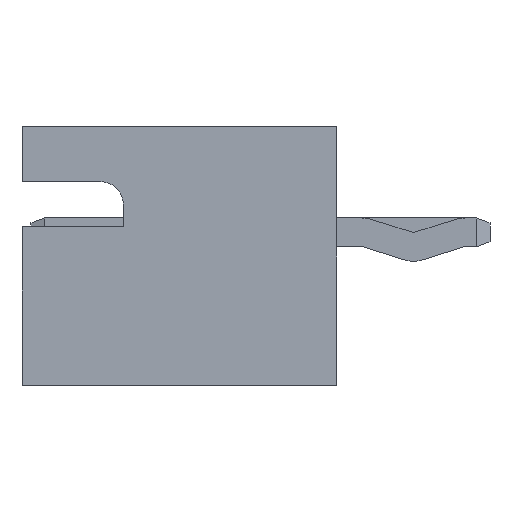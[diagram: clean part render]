
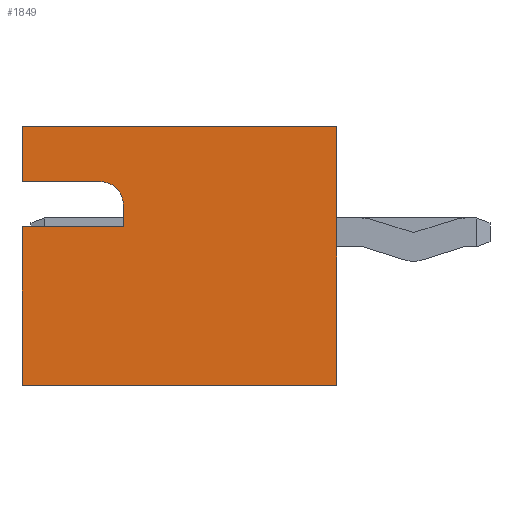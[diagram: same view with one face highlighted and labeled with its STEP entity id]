
A CAD part, left-side view. The second image highlights one B-rep face of the part: STEP entity #1849.
In plain terms, the highlighted planar face has unit normal (-1, 0, 0).
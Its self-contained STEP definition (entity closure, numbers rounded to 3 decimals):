
#140 = EDGE_CURVE ( 'NONE', #932, #5812, #8899, .T. ) ;
#152 = FACE_OUTER_BOUND ( 'NONE', #7519, .T. ) ;
#517 = VECTOR ( 'NONE', #9639, 1000. ) ;
#572 = LINE ( 'NONE', #9351, #6054 ) ;
#898 = LINE ( 'NONE', #8149, #7047 ) ;
#901 = CARTESIAN_POINT ( 'NONE',  ( -8.7, 4.75, 1.15 ) ) ;
#921 = VERTEX_POINT ( 'NONE', #9360 ) ;
#932 = VERTEX_POINT ( 'NONE', #7760 ) ;
#941 = ORIENTED_EDGE ( 'NONE', *, *, #9335, .T. ) ;
#1225 = ORIENTED_EDGE ( 'NONE', *, *, #140, .T. ) ;
#1671 = AXIS2_PLACEMENT_3D ( 'NONE', #5481, #9157, #2484 ) ;
#1836 = ORIENTED_EDGE ( 'NONE', *, *, #7829, .T. ) ;
#1849 = ADVANCED_FACE ( 'NONE', ( #152 ), #4123, .F. ) ;
#2067 = AXIS2_PLACEMENT_3D ( 'NONE', #7761, #4099, #6329 ) ;
#2274 = LINE ( 'NONE', #5307, #3088 ) ;
#2351 = DIRECTION ( 'NONE',  ( 0., 1., 0. ) ) ;
#2397 = ORIENTED_EDGE ( 'NONE', *, *, #7766, .F. ) ;
#2484 = DIRECTION ( 'NONE',  ( 0., 0., 1. ) ) ;
#2555 = EDGE_CURVE ( 'NONE', #2679, #9218, #572, .T. ) ;
#2679 = VERTEX_POINT ( 'NONE', #8820 ) ;
#2764 = CARTESIAN_POINT ( 'NONE',  ( -8.7, 5.25, 1.65 ) ) ;
#3081 = LINE ( 'NONE', #5013, #8495 ) ;
#3088 = VECTOR ( 'NONE', #2351, 1000. ) ;
#3139 = ORIENTED_EDGE ( 'NONE', *, *, #2555, .T. ) ;
#3327 = LINE ( 'NONE', #3771, #8625 ) ;
#3771 = CARTESIAN_POINT ( 'NONE',  ( -8.7, 7., 0. ) ) ;
#3895 = DIRECTION ( 'NONE',  ( 0., -1., 0. ) ) ;
#3902 = CARTESIAN_POINT ( 'NONE',  ( -8.7, 7., -2.875 ) ) ;
#4099 = DIRECTION ( 'NONE',  ( 1., 0., 0. ) ) ;
#4123 = PLANE ( 'NONE',  #2067 ) ;
#4305 = DIRECTION ( 'NONE',  ( 0., 0., 1. ) ) ;
#4420 = DIRECTION ( 'NONE',  ( 0., -1., 0. ) ) ;
#4454 = CARTESIAN_POINT ( 'NONE',  ( -8.7, 0., 0. ) ) ;
#4702 = EDGE_CURVE ( 'NONE', #7063, #9218, #6852, .T. ) ;
#5013 = CARTESIAN_POINT ( 'NONE',  ( -8.7, 4.75, 0. ) ) ;
#5307 = CARTESIAN_POINT ( 'NONE',  ( -8.7, 7., 0.65 ) ) ;
#5481 = CARTESIAN_POINT ( 'NONE',  ( -8.7, 5.25, 1.15 ) ) ;
#5524 = VERTEX_POINT ( 'NONE', #7976 ) ;
#5663 = CARTESIAN_POINT ( 'NONE',  ( -8.7, 7., 0. ) ) ;
#5727 = DIRECTION ( 'NONE',  ( 0., 0., -1. ) ) ;
#5812 = VERTEX_POINT ( 'NONE', #6041 ) ;
#6041 = CARTESIAN_POINT ( 'NONE',  ( -8.7, 0., 2.875 ) ) ;
#6054 = VECTOR ( 'NONE', #9390, 1000. ) ;
#6329 = DIRECTION ( 'NONE',  ( 0., 0., -1. ) ) ;
#6786 = ORIENTED_EDGE ( 'NONE', *, *, #8552, .F. ) ;
#6852 = CIRCLE ( 'NONE', #1671, 0.5 ) ;
#6903 = VECTOR ( 'NONE', #4305, 1000. ) ;
#7015 = ORIENTED_EDGE ( 'NONE', *, *, #7307, .T. ) ;
#7047 = VECTOR ( 'NONE', #4420, 1000. ) ;
#7053 = ORIENTED_EDGE ( 'NONE', *, *, #8968, .F. ) ;
#7063 = VERTEX_POINT ( 'NONE', #901 ) ;
#7307 = EDGE_CURVE ( 'NONE', #7063, #5524, #3081, .T. ) ;
#7519 = EDGE_LOOP ( 'NONE', ( #7015, #941, #6786, #1836, #1225, #2397, #7053, #3139, #9406 ) ) ;
#7760 = CARTESIAN_POINT ( 'NONE',  ( -8.7, 0., -2.875 ) ) ;
#7761 = CARTESIAN_POINT ( 'NONE',  ( -8.7, 7., 0. ) ) ;
#7766 = EDGE_CURVE ( 'NONE', #921, #5812, #898, .T. ) ;
#7829 = EDGE_CURVE ( 'NONE', #8986, #932, #8443, .T. ) ;
#7976 = CARTESIAN_POINT ( 'NONE',  ( -8.7, 4.75, 0.65 ) ) ;
#8146 = CARTESIAN_POINT ( 'NONE',  ( -8.7, 7., 0.65 ) ) ;
#8149 = CARTESIAN_POINT ( 'NONE',  ( -8.7, 7., 2.875 ) ) ;
#8263 = DIRECTION ( 'NONE',  ( 0., 0., 1. ) ) ;
#8443 = LINE ( 'NONE', #8977, #9496 ) ;
#8495 = VECTOR ( 'NONE', #5727, 1000. ) ;
#8552 = EDGE_CURVE ( 'NONE', #8986, #9230, #8881, .T. ) ;
#8625 = VECTOR ( 'NONE', #8263, 1000. ) ;
#8820 = CARTESIAN_POINT ( 'NONE',  ( -8.7, 7., 1.65 ) ) ;
#8881 = LINE ( 'NONE', #5663, #6903 ) ;
#8899 = LINE ( 'NONE', #4454, #517 ) ;
#8968 = EDGE_CURVE ( 'NONE', #2679, #921, #3327, .T. ) ;
#8977 = CARTESIAN_POINT ( 'NONE',  ( -8.7, 7., -2.875 ) ) ;
#8986 = VERTEX_POINT ( 'NONE', #3902 ) ;
#9157 = DIRECTION ( 'NONE',  ( -1., 0., 0. ) ) ;
#9218 = VERTEX_POINT ( 'NONE', #2764 ) ;
#9230 = VERTEX_POINT ( 'NONE', #8146 ) ;
#9335 = EDGE_CURVE ( 'NONE', #5524, #9230, #2274, .T. ) ;
#9351 = CARTESIAN_POINT ( 'NONE',  ( -8.7, 7., 1.65 ) ) ;
#9360 = CARTESIAN_POINT ( 'NONE',  ( -8.7, 7., 2.875 ) ) ;
#9390 = DIRECTION ( 'NONE',  ( 0., -1., 0. ) ) ;
#9406 = ORIENTED_EDGE ( 'NONE', *, *, #4702, .F. ) ;
#9496 = VECTOR ( 'NONE', #3895, 1000. ) ;
#9639 = DIRECTION ( 'NONE',  ( 0., 0., 1. ) ) ;
